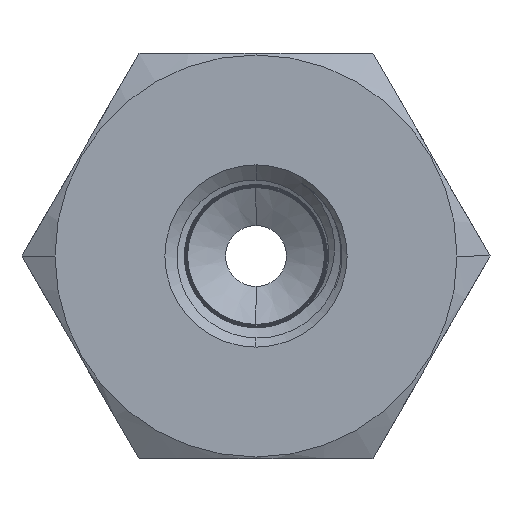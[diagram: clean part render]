
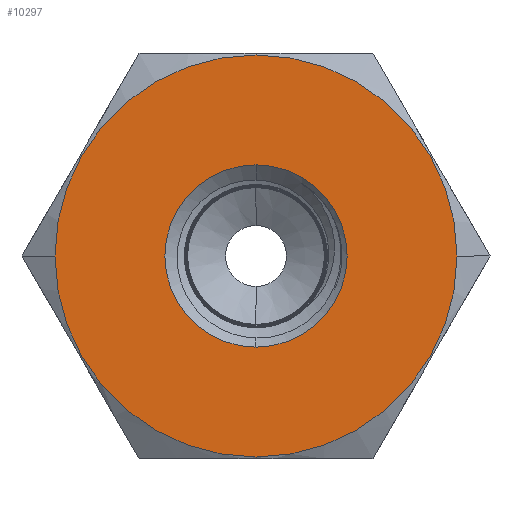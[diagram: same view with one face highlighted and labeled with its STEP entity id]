
A CAD part, left-side view. The second image highlights one B-rep face of the part: STEP entity #10297.
In plain terms, the highlighted planar face has unit normal (-1, 0, 0).
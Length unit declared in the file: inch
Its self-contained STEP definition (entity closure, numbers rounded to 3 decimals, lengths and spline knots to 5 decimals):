
#133 = CARTESIAN_POINT ( 'NONE',  ( -2., 0., 0. ) ) ;
#157 = DIRECTION ( 'NONE',  ( -1., 0., 0. ) ) ;
#402 = DIRECTION ( 'NONE',  ( 0., -1., 0. ) ) ;
#655 = FACE_BOUND ( 'NONE', #770, .T. ) ;
#770 = EDGE_LOOP ( 'NONE', ( #9953, #3035 ) ) ;
#908 = EDGE_CURVE ( 'NONE', #9989, #7134, #5934, .T. ) ;
#1011 = CIRCLE ( 'NONE', #6925, 0.281 ) ;
#1339 = DIRECTION ( 'NONE',  ( -1., 0., 0. ) ) ;
#2211 = CARTESIAN_POINT ( 'NONE',  ( -2., 0.62, 0. ) ) ;
#2620 = EDGE_CURVE ( 'NONE', #9193, #5917, #1011, .T. ) ;
#2709 = CARTESIAN_POINT ( 'NONE',  ( -2., 0., 0.281 ) ) ;
#2865 = DIRECTION ( 'NONE',  ( 0., 0., 1. ) ) ;
#3035 = ORIENTED_EDGE ( 'NONE', *, *, #2620, .F. ) ;
#3283 = DIRECTION ( 'NONE',  ( 0., 0., 1. ) ) ;
#3537 = FACE_OUTER_BOUND ( 'NONE', #11519, .T. ) ;
#3747 = AXIS2_PLACEMENT_3D ( 'NONE', #5681, #157, #402 ) ;
#4599 = AXIS2_PLACEMENT_3D ( 'NONE', #8507, #6740, #8587 ) ;
#5527 = DIRECTION ( 'NONE',  ( 1., 0., 0. ) ) ;
#5641 = PLANE ( 'NONE',  #3747 ) ;
#5681 = CARTESIAN_POINT ( 'NONE',  ( -2., 0., 0. ) ) ;
#5917 = VERTEX_POINT ( 'NONE', #2709 ) ;
#5934 = CIRCLE ( 'NONE', #6074, 0.62 ) ;
#6074 = AXIS2_PLACEMENT_3D ( 'NONE', #6377, #5527, #7301 ) ;
#6377 = CARTESIAN_POINT ( 'NONE',  ( -2., 0., 0. ) ) ;
#6740 = DIRECTION ( 'NONE',  ( 1., 0., 0. ) ) ;
#6925 = AXIS2_PLACEMENT_3D ( 'NONE', #8807, #1339, #3283 ) ;
#7051 = ORIENTED_EDGE ( 'NONE', *, *, #908, .F. ) ;
#7134 = VERTEX_POINT ( 'NONE', #2211 ) ;
#7301 = DIRECTION ( 'NONE',  ( 0., 1., 0. ) ) ;
#8166 = CIRCLE ( 'NONE', #4599, 0.62 ) ;
#8507 = CARTESIAN_POINT ( 'NONE',  ( -2., 0., 0. ) ) ;
#8587 = DIRECTION ( 'NONE',  ( 0., 1., 0. ) ) ;
#8807 = CARTESIAN_POINT ( 'NONE',  ( -2., 0., 0. ) ) ;
#9193 = VERTEX_POINT ( 'NONE', #11226 ) ;
#9366 = EDGE_CURVE ( 'NONE', #5917, #9193, #9768, .T. ) ;
#9370 = DIRECTION ( 'NONE',  ( -1., 0., 0. ) ) ;
#9768 = CIRCLE ( 'NONE', #10400, 0.281 ) ;
#9953 = ORIENTED_EDGE ( 'NONE', *, *, #9366, .F. ) ;
#9989 = VERTEX_POINT ( 'NONE', #10201 ) ;
#10201 = CARTESIAN_POINT ( 'NONE',  ( -2., -0.62, 0. ) ) ;
#10276 = EDGE_CURVE ( 'NONE', #7134, #9989, #8166, .T. ) ;
#10297 = ADVANCED_FACE ( 'NONE', ( #3537, #655 ), #5641, .T. ) ;
#10400 = AXIS2_PLACEMENT_3D ( 'NONE', #133, #9370, #2865 ) ;
#11226 = CARTESIAN_POINT ( 'NONE',  ( -2., 0., -0.281 ) ) ;
#11234 = ORIENTED_EDGE ( 'NONE', *, *, #10276, .F. ) ;
#11519 = EDGE_LOOP ( 'NONE', ( #11234, #7051 ) ) ;
